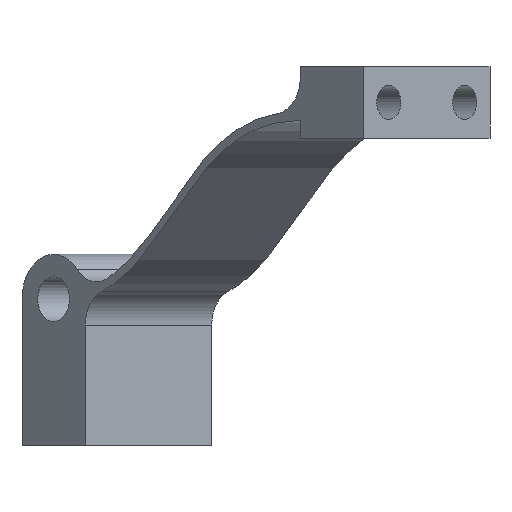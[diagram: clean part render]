
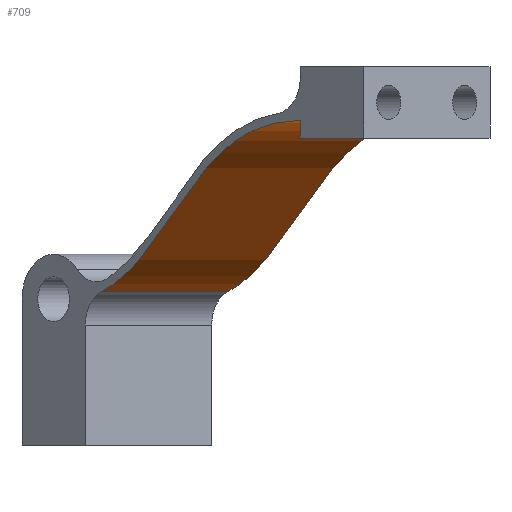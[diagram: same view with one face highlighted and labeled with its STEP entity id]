
A CAD part, front view. The second image highlights one B-rep face of the part: STEP entity #709.
In plain terms, the highlighted free-form (B-spline) face has degree [1, 3] with [2, 4] control points.
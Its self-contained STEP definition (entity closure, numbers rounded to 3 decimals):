
#21 = EDGE_CURVE('',#22,#24,#26,.T.);
#22 = VERTEX_POINT('',#23);
#23 = CARTESIAN_POINT('',(-33.658,26.587,
    -15.418));
#24 = VERTEX_POINT('',#25);
#25 = CARTESIAN_POINT('',(-44.782,37.711,-25.013)
  );
#26 = SURFACE_CURVE('',#27,(#40,#61),.PCURVE_S1.);
#27 = B_SPLINE_CURVE_WITH_KNOTS('',11,(#28,#29,#30,#31,#32,#33,#34,#35,
    #36,#37,#38,#39),.UNSPECIFIED.,.F.,.F.,(12,12),(0.,19.723),
  .PIECEWISE_BEZIER_KNOTS.);
#28 = CARTESIAN_POINT('',(-33.658,26.587,
    -15.418));
#29 = CARTESIAN_POINT('',(-35.394,28.323,
    -15.418));
#30 = CARTESIAN_POINT('',(-36.813,29.742,
    -15.865));
#31 = CARTESIAN_POINT('',(-37.979,30.908,-16.671
    ));
#32 = CARTESIAN_POINT('',(-38.953,31.882,
    -17.748));
#33 = CARTESIAN_POINT('',(-39.799,32.728,
    -19.006));
#34 = CARTESIAN_POINT('',(-40.579,33.508,
    -20.357));
#35 = CARTESIAN_POINT('',(-41.356,34.285,
    -21.714));
#36 = CARTESIAN_POINT('',(-42.192,35.12,
    -22.986));
#37 = CARTESIAN_POINT('',(-43.149,36.078,-24.087
    ));
#38 = CARTESIAN_POINT('',(-44.291,37.22,
    -24.927));
#39 = CARTESIAN_POINT('',(-45.679,38.608,
    -25.418));
#40 = PCURVE('',#41,#46);
#41 = PLANE('',#42);
#42 = AXIS2_PLACEMENT_3D('',#43,#44,#45);
#43 = CARTESIAN_POINT('',(-30.123,23.052,
    -15.168));
#44 = DIRECTION('',(0.707,0.707,0.));
#45 = DIRECTION('',(-0.,0.,-1.));
#46 = DEFINITIONAL_REPRESENTATION('',(#47),#60);
#47 = B_SPLINE_CURVE_WITH_KNOTS('',11,(#48,#49,#50,#51,#52,#53,#54,#55,
    #56,#57,#58,#59),.UNSPECIFIED.,.F.,.F.,(12,12),(0.,19.723),
  .PIECEWISE_BEZIER_KNOTS.);
#48 = CARTESIAN_POINT('',(0.25,5.));
#49 = CARTESIAN_POINT('',(0.25,7.455));
#50 = CARTESIAN_POINT('',(0.697,9.462));
#51 = CARTESIAN_POINT('',(1.503,11.11));
#52 = CARTESIAN_POINT('',(2.58,12.488));
#53 = CARTESIAN_POINT('',(3.838,13.685));
#54 = CARTESIAN_POINT('',(5.189,14.788));
#55 = CARTESIAN_POINT('',(6.546,15.886));
#56 = CARTESIAN_POINT('',(7.818,17.068));
#57 = CARTESIAN_POINT('',(8.919,18.422));
#58 = CARTESIAN_POINT('',(9.759,20.036));
#59 = CARTESIAN_POINT('',(10.25,22.));
#60 = ( GEOMETRIC_REPRESENTATION_CONTEXT(2) 
PARAMETRIC_REPRESENTATION_CONTEXT() REPRESENTATION_CONTEXT('2D SPACE',''
  ) );
#61 = PCURVE('',#62,#71);
#62 = B_SPLINE_SURFACE_WITH_KNOTS('',1,3,(
    (#63,#64,#65,#66)
    ,(#67,#68,#69,#70
    )),.UNSPECIFIED.,.F.,.F.,.F.,(2,2),(4,4),(-5.,5.),(0.,
    19.723),.PIECEWISE_BEZIER_KNOTS.);
#63 = CARTESIAN_POINT('',(-33.658,26.587,
    -15.418));
#64 = CARTESIAN_POINT('',(-40.022,32.951,
    -15.418));
#65 = CARTESIAN_POINT('',(-40.588,33.517,-23.618
    ));
#66 = CARTESIAN_POINT('',(-45.679,38.608,
    -25.418));
#67 = CARTESIAN_POINT('',(-26.587,33.658,-15.418
    ));
#68 = CARTESIAN_POINT('',(-32.951,40.022,
    -15.418));
#69 = CARTESIAN_POINT('',(-33.517,40.588,
    -23.618));
#70 = CARTESIAN_POINT('',(-38.608,45.679,
    -25.418));
#71 = DEFINITIONAL_REPRESENTATION('',(#72),#75);
#72 = B_SPLINE_CURVE_WITH_KNOTS('',1,(#73,#74),.UNSPECIFIED.,.F.,.F.,(2,
    2),(0.,19.723),.PIECEWISE_BEZIER_KNOTS.);
#73 = CARTESIAN_POINT('',(-5.,0.));
#74 = CARTESIAN_POINT('',(-5.,19.723));
#75 = ( GEOMETRIC_REPRESENTATION_CONTEXT(2) 
PARAMETRIC_REPRESENTATION_CONTEXT() REPRESENTATION_CONTEXT('2D SPACE',''
  ) );
#131 = ( BOUNDED_SURFACE() B_SPLINE_SURFACE(2,2,(
    (#132,#133,#134,#135,#136)
    ,(#137,#138,#139,#140,#141)
    ,(#142,#143,#144,#145,#146
)),.UNSPECIFIED.,.F.,.F.,.F.) B_SPLINE_SURFACE_WITH_KNOTS((3,3),(3,1,1,3
    ),(0.,10.),(-0.612,0.,10.,10.612),.UNSPECIFIED.) 
GEOMETRIC_REPRESENTATION_ITEM() RATIONAL_B_SPLINE_SURFACE((
    (1.,1.,1.,1.,1.)
    ,(0.826,0.826,0.826,0.826
      ,0.826)
,(1.,1.,1.,1.,1.))) REPRESENTATION_ITEM('') SURFACE() );
#132 = CARTESIAN_POINT('',(-45.215,37.278,
    -25.013));
#133 = CARTESIAN_POINT('',(-44.998,37.494,
    -25.013));
#134 = CARTESIAN_POINT('',(-41.246,41.246,
    -25.013));
#135 = CARTESIAN_POINT('',(-37.494,44.998,
    -25.013));
#136 = CARTESIAN_POINT('',(-37.278,45.215,
    -25.013));
#137 = CARTESIAN_POINT('',(-46.112,38.175,
    -25.511));
#138 = CARTESIAN_POINT('',(-45.895,38.392,
    -25.511));
#139 = CARTESIAN_POINT('',(-42.144,42.144,
    -25.511));
#140 = CARTESIAN_POINT('',(-38.392,45.895,
    -25.511));
#141 = CARTESIAN_POINT('',(-38.175,46.112,
    -25.511));
#142 = CARTESIAN_POINT('',(-46.112,38.175,
    -26.874));
#143 = CARTESIAN_POINT('',(-45.895,38.392,
    -26.874));
#144 = CARTESIAN_POINT('',(-42.144,42.144,
    -26.874));
#145 = CARTESIAN_POINT('',(-38.392,45.895,
    -26.874));
#146 = CARTESIAN_POINT('',(-38.175,46.112,
    -26.874));
#667 = PLANE('',#668);
#668 = AXIS2_PLACEMENT_3D('',#669,#670,#671);
#669 = CARTESIAN_POINT('',(-33.658,26.587,
    -16.418));
#670 = DIRECTION('',(-0.707,0.707,0.));
#671 = DIRECTION('',(0.,0.,1.));
#709 = ADVANCED_FACE('',(#710),#62,.F.);
#710 = FACE_BOUND('',#711,.F.);
#711 = EDGE_LOOP('',(#712,#713,#735,#765));
#712 = ORIENTED_EDGE('',*,*,#21,.F.);
#713 = ORIENTED_EDGE('',*,*,#714,.T.);
#714 = EDGE_CURVE('',#22,#715,#717,.T.);
#715 = VERTEX_POINT('',#716);
#716 = CARTESIAN_POINT('',(-26.587,33.658,
    -15.418));
#717 = SURFACE_CURVE('',#718,(#722,#728),.PCURVE_S1.);
#718 = LINE('',#719,#720);
#719 = CARTESIAN_POINT('',(-30.123,30.123,
    -15.418));
#720 = VECTOR('',#721,1.);
#721 = DIRECTION('',(0.707,0.707,0.));
#722 = PCURVE('',#62,#723);
#723 = DEFINITIONAL_REPRESENTATION('',(#724),#727);
#724 = B_SPLINE_CURVE_WITH_KNOTS('',1,(#725,#726),.UNSPECIFIED.,.F.,.F.,
  (2,2),(-5.,5.),.PIECEWISE_BEZIER_KNOTS.);
#725 = CARTESIAN_POINT('',(-5.,0.));
#726 = CARTESIAN_POINT('',(5.,0.));
#727 = ( GEOMETRIC_REPRESENTATION_CONTEXT(2) 
PARAMETRIC_REPRESENTATION_CONTEXT() REPRESENTATION_CONTEXT('2D SPACE',''
  ) );
#728 = PCURVE('',#667,#729);
#729 = DEFINITIONAL_REPRESENTATION('',(#730),#734);
#730 = LINE('',#731,#732);
#731 = CARTESIAN_POINT('',(1.,5.));
#732 = VECTOR('',#733,1.);
#733 = DIRECTION('',(0.,1.));
#734 = ( GEOMETRIC_REPRESENTATION_CONTEXT(2) 
PARAMETRIC_REPRESENTATION_CONTEXT() REPRESENTATION_CONTEXT('2D SPACE',''
  ) );
#735 = ORIENTED_EDGE('',*,*,#736,.T.);
#736 = EDGE_CURVE('',#715,#737,#739,.T.);
#737 = VERTEX_POINT('',#738);
#738 = CARTESIAN_POINT('',(-37.711,44.782,
    -25.013));
#739 = SURFACE_CURVE('',#740,(#745,#752),.PCURVE_S1.);
#740 = B_SPLINE_CURVE_WITH_KNOTS('',3,(#741,#742,#743,#744),
  .UNSPECIFIED.,.F.,.F.,(4,4),(0.,19.723),
  .PIECEWISE_BEZIER_KNOTS.);
#741 = CARTESIAN_POINT('',(-26.587,33.658,
    -15.418));
#742 = CARTESIAN_POINT('',(-32.951,40.022,
    -15.418));
#743 = CARTESIAN_POINT('',(-33.517,40.588,
    -23.618));
#744 = CARTESIAN_POINT('',(-38.608,45.679,
    -25.418));
#745 = PCURVE('',#62,#746);
#746 = DEFINITIONAL_REPRESENTATION('',(#747),#751);
#747 = LINE('',#748,#749);
#748 = CARTESIAN_POINT('',(5.,0.));
#749 = VECTOR('',#750,1.);
#750 = DIRECTION('',(0.,1.));
#751 = ( GEOMETRIC_REPRESENTATION_CONTEXT(2) 
PARAMETRIC_REPRESENTATION_CONTEXT() REPRESENTATION_CONTEXT('2D SPACE',''
  ) );
#752 = PCURVE('',#753,#758);
#753 = PLANE('',#754);
#754 = AXIS2_PLACEMENT_3D('',#755,#756,#757);
#755 = CARTESIAN_POINT('',(-23.052,30.123,
    -15.168));
#756 = DIRECTION('',(-0.707,-0.707,0.));
#757 = DIRECTION('',(0.,0.,1.));
#758 = DEFINITIONAL_REPRESENTATION('',(#759),#764);
#759 = B_SPLINE_CURVE_WITH_KNOTS('',3,(#760,#761,#762,#763),
  .UNSPECIFIED.,.F.,.F.,(4,4),(0.,19.723),
  .PIECEWISE_BEZIER_KNOTS.);
#760 = CARTESIAN_POINT('',(-0.25,5.));
#761 = CARTESIAN_POINT('',(-0.25,14.));
#762 = CARTESIAN_POINT('',(-8.45,14.8));
#763 = CARTESIAN_POINT('',(-10.25,22.));
#764 = ( GEOMETRIC_REPRESENTATION_CONTEXT(2) 
PARAMETRIC_REPRESENTATION_CONTEXT() REPRESENTATION_CONTEXT('2D SPACE',''
  ) );
#765 = ORIENTED_EDGE('',*,*,#766,.F.);
#766 = EDGE_CURVE('',#24,#737,#767,.T.);
#767 = SURFACE_CURVE('',#768,(#774,#780),.PCURVE_S1.);
#768 = B_SPLINE_CURVE_WITH_KNOTS('',2,(#769,#770,#771,#772,#773),
  .UNSPECIFIED.,.F.,.F.,(3,1,1,3),(-0.612,0.,10.,10.612)
  ,.UNSPECIFIED.);
#769 = CARTESIAN_POINT('',(-45.215,37.278,
    -25.013));
#770 = CARTESIAN_POINT('',(-44.998,37.494,
    -25.013));
#771 = CARTESIAN_POINT('',(-41.246,41.246,
    -25.013));
#772 = CARTESIAN_POINT('',(-37.494,44.998,
    -25.013));
#773 = CARTESIAN_POINT('',(-37.278,45.215,
    -25.013));
#774 = PCURVE('',#62,#775);
#775 = DEFINITIONAL_REPRESENTATION('',(#776),#779);
#776 = B_SPLINE_CURVE_WITH_KNOTS('',1,(#777,#778),.UNSPECIFIED.,.F.,.F.,
  (2,2),(0.,10.),.PIECEWISE_BEZIER_KNOTS.);
#777 = CARTESIAN_POINT('',(-5.,18.5));
#778 = CARTESIAN_POINT('',(5.,18.5));
#779 = ( GEOMETRIC_REPRESENTATION_CONTEXT(2) 
PARAMETRIC_REPRESENTATION_CONTEXT() REPRESENTATION_CONTEXT('2D SPACE',''
  ) );
#780 = PCURVE('',#131,#781);
#781 = DEFINITIONAL_REPRESENTATION('',(#782),#786);
#782 = LINE('',#783,#784);
#783 = CARTESIAN_POINT('',(0.,0.));
#784 = VECTOR('',#785,1.);
#785 = DIRECTION('',(0.,1.));
#786 = ( GEOMETRIC_REPRESENTATION_CONTEXT(2) 
PARAMETRIC_REPRESENTATION_CONTEXT() REPRESENTATION_CONTEXT('2D SPACE',''
  ) );
